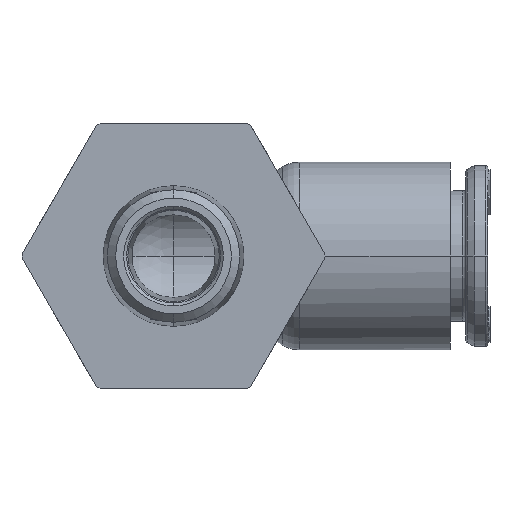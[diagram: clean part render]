
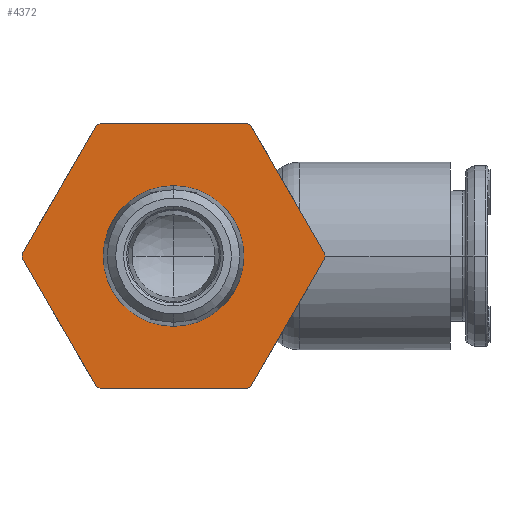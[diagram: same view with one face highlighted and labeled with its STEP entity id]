
A CAD part, front view. The second image highlights one B-rep face of the part: STEP entity #4372.
In plain terms, the highlighted planar face has unit normal (0, -1, 0).
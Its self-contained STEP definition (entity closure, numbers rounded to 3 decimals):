
#4372=ADVANCED_FACE('',(#8966,#8967),#8968,.F.);
#8966=FACE_OUTER_BOUND('',#17238,.T.);
#8967=FACE_BOUND('',#17239,.T.);
#8968=PLANE('',#17240);
#17238=EDGE_LOOP('',(#30587,#30588,#30589,#30590,#30591,#30592,#30593,#30594,#30595,#30596,#30597,#30598));
#17239=EDGE_LOOP('',(#30599,#30600));
#17240=AXIS2_PLACEMENT_3D('',#30601,#30602,#30603);
#30587=ORIENTED_EDGE('',*,*,#33786,.T.);
#30588=ORIENTED_EDGE('',*,*,#35932,.F.);
#30589=ORIENTED_EDGE('',*,*,#37703,.T.);
#30590=ORIENTED_EDGE('',*,*,#34476,.F.);
#30591=ORIENTED_EDGE('',*,*,#32929,.T.);
#30592=ORIENTED_EDGE('',*,*,#37705,.F.);
#30593=ORIENTED_EDGE('',*,*,#34023,.T.);
#30594=ORIENTED_EDGE('',*,*,#33435,.F.);
#30595=ORIENTED_EDGE('',*,*,#36018,.T.);
#30596=ORIENTED_EDGE('',*,*,#37477,.F.);
#30597=ORIENTED_EDGE('',*,*,#32528,.T.);
#30598=ORIENTED_EDGE('',*,*,#37707,.F.);
#30599=ORIENTED_EDGE('',*,*,#37784,.F.);
#30600=ORIENTED_EDGE('',*,*,#35282,.F.);
#30601=CARTESIAN_POINT('',(0.0,-27.8,0.0));
#30602=DIRECTION('',(0.0,1.0,0.0));
#30603=DIRECTION('',(0.0,0.0,-1.0));
#32528=EDGE_CURVE('',#38340,#38338,#38341,.T.);
#32929=EDGE_CURVE('',#39067,#39065,#39068,.T.);
#33435=EDGE_CURVE('',#39930,#39932,#39933,.T.);
#33786=EDGE_CURVE('',#40529,#40527,#40530,.T.);
#34023=EDGE_CURVE('',#40928,#39932,#40929,.T.);
#34476=EDGE_CURVE('',#39067,#41651,#41652,.T.);
#35282=EDGE_CURVE('',#42915,#42917,#42918,.T.);
#35932=EDGE_CURVE('',#43849,#40527,#43851,.T.);
#36018=EDGE_CURVE('',#39930,#43960,#43962,.T.);
#37477=EDGE_CURVE('',#38340,#43960,#45799,.T.);
#37703=EDGE_CURVE('',#43849,#41651,#46045,.T.);
#37705=EDGE_CURVE('',#40928,#39065,#46047,.T.);
#37707=EDGE_CURVE('',#40529,#38338,#46049,.T.);
#37784=EDGE_CURVE('',#42917,#42915,#46130,.T.);
#38338=VERTEX_POINT('',#47094);
#38340=VERTEX_POINT('',#47097);
#38341=CIRCLE('',#47098,0.5);
#39065=VERTEX_POINT('',#48254);
#39067=VERTEX_POINT('',#48257);
#39068=CIRCLE('',#48258,0.5);
#39930=VERTEX_POINT('',#49739);
#39932=VERTEX_POINT('',#49742);
#39933=LINE('',#49743,#49744);
#40527=VERTEX_POINT('',#50692);
#40529=VERTEX_POINT('',#50695);
#40530=CIRCLE('',#50696,0.5);
#40928=VERTEX_POINT('',#51323);
#40929=CIRCLE('',#51324,0.5);
#41651=VERTEX_POINT('',#52698);
#41652=LINE('',#52699,#52700);
#42915=VERTEX_POINT('',#54901);
#42917=VERTEX_POINT('',#54904);
#42918=CIRCLE('',#54905,5.055);
#43849=VERTEX_POINT('',#57076);
#43851=LINE('',#57079,#57080);
#43960=VERTEX_POINT('',#57249);
#43962=CIRCLE('',#57252,0.5);
#45799=LINE('',#60804,#60805);
#46045=CIRCLE('',#61198,0.5);
#46047=LINE('',#61200,#61201);
#46049=LINE('',#61203,#61204);
#46130=CIRCLE('',#61356,5.055);
#47094=CARTESIAN_POINT('',(-10.825,-27.8,-0.25));
#47097=CARTESIAN_POINT('',(-10.825,-27.8,0.25));
#47098=AXIS2_PLACEMENT_3D('',#61866,#61867,#61868);
#48254=CARTESIAN_POINT('',(10.825,-27.8,0.25));
#48257=CARTESIAN_POINT('',(10.825,-27.8,-0.25));
#48258=AXIS2_PLACEMENT_3D('',#62302,#62303,#62304);
#49739=CARTESIAN_POINT('',(-5.196,-27.8,9.5));
#49742=CARTESIAN_POINT('',(5.196,-27.8,9.5));
#49743=CARTESIAN_POINT('',(-5.196,-27.8,9.5));
#49744=VECTOR('',#62837,10.392);
#50692=CARTESIAN_POINT('',(-5.196,-27.8,-9.5));
#50695=CARTESIAN_POINT('',(-5.629,-27.8,-9.25));
#50696=AXIS2_PLACEMENT_3D('',#63202,#63203,#63204);
#51323=CARTESIAN_POINT('',(5.629,-27.8,9.25));
#51324=AXIS2_PLACEMENT_3D('',#63500,#63501,#63502);
#52698=CARTESIAN_POINT('',(5.629,-27.8,-9.25));
#52699=CARTESIAN_POINT('',(10.825,-27.8,-0.25));
#52700=VECTOR('',#63980,10.392);
#54901=CARTESIAN_POINT('',(0.,-27.8,-5.055));
#54904=CARTESIAN_POINT('',(0.0,-27.8,5.055));
#54905=AXIS2_PLACEMENT_3D('',#64851,#64852,#64853);
#57076=CARTESIAN_POINT('',(5.196,-27.8,-9.5));
#57079=CARTESIAN_POINT('',(5.196,-27.8,-9.5));
#57080=VECTOR('',#65498,10.392);
#57249=CARTESIAN_POINT('',(-5.629,-27.8,9.25));
#57252=AXIS2_PLACEMENT_3D('',#65580,#65581,#65582);
#60804=CARTESIAN_POINT('',(-10.825,-27.8,0.25));
#60805=VECTOR('',#66919,10.392);
#61198=AXIS2_PLACEMENT_3D('',#67082,#67083,#67084);
#61200=CARTESIAN_POINT('',(5.629,-27.8,9.25));
#61201=VECTOR('',#67085,10.392);
#61203=CARTESIAN_POINT('',(-5.629,-27.8,-9.25));
#61204=VECTOR('',#67086,10.392);
#61356=AXIS2_PLACEMENT_3D('',#67122,#67123,#67124);
#61866=CARTESIAN_POINT('',(-10.392,-27.8,0.0));
#61867=DIRECTION('',(-0.0,-1.0,0.0));
#61868=DIRECTION('',(-0.866,0.0,0.5));
#62302=CARTESIAN_POINT('',(10.392,-27.8,0.0));
#62303=DIRECTION('',(0.0,-1.0,0.0));
#62304=DIRECTION('',(0.866,0.0,-0.5));
#62837=DIRECTION('',(1.0,0.0,0.0));
#63202=CARTESIAN_POINT('',(-5.196,-27.8,-9.0));
#63203=DIRECTION('',(0.0,-1.0,-0.0));
#63204=DIRECTION('',(-0.866,0.0,-0.5));
#63500=CARTESIAN_POINT('',(5.196,-27.8,9.0));
#63501=DIRECTION('',(0.0,-1.0,0.0));
#63502=DIRECTION('',(0.866,0.0,0.5));
#63980=DIRECTION('',(-0.5,0.0,-0.866));
#64851=CARTESIAN_POINT('',(0.0,-27.8,0.0));
#64852=DIRECTION('',(0.0,-1.0,0.0));
#64853=DIRECTION('',(0.0,0.0,-1.0));
#65498=DIRECTION('',(-1.0,0.0,0.0));
#65580=CARTESIAN_POINT('',(-5.196,-27.8,9.0));
#65581=DIRECTION('',(0.0,-1.0,0.0));
#65582=DIRECTION('',(0.0,0.0,1.0));
#66919=DIRECTION('',(0.5,0.0,0.866));
#67082=CARTESIAN_POINT('',(5.196,-27.8,-9.0));
#67083=DIRECTION('',(0.0,-1.0,0.0));
#67084=DIRECTION('',(0.0,0.0,-1.0));
#67085=DIRECTION('',(0.5,0.0,-0.866));
#67086=DIRECTION('',(-0.5,0.0,0.866));
#67122=CARTESIAN_POINT('',(0.0,-27.8,0.0));
#67123=DIRECTION('',(0.0,-1.0,0.0));
#67124=DIRECTION('',(0.0,0.0,-1.0));
